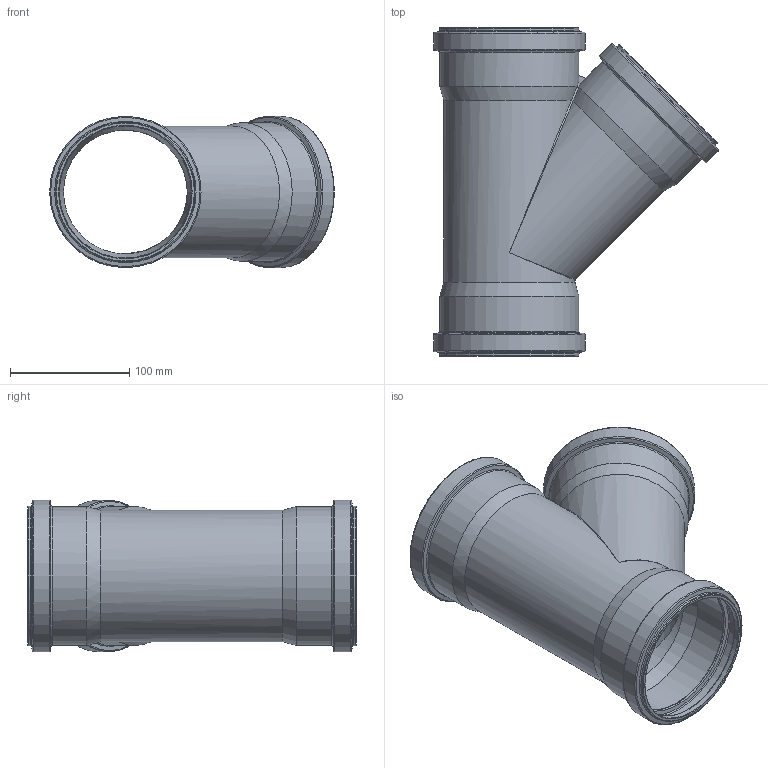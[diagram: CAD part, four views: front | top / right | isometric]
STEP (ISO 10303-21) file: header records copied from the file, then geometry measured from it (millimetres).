
FILE_DESCRIPTION(/* description */ (''),/* implementation_level */ '2;1');
FILE_NAME(/* name */ 'Abzweiger KG DN100x100x45 GxGxG.stp',/* time_stamp */ '2020-04-08T20:58:12+02:00',/* author */ ('corinna'),/* organization */ (''),/* preprocessor_version */ 'ST-DEVELOPER v18',/* originating_system */ 'Autodesk Inventor 2020',/* authorisation */ '');
FILE_SCHEMA (('AUTOMOTIVE_DESIGN { 1 0 10303 214 3 1 1 }'));
Length unit declared in the file: millimetre
Products named in the file (1): Abzweiger KG DN100x100x45 GxGxG
Bounding box: 238.69 x 275.2 x 126.9 mm (x, y, z)
Volume: 422013.4 mm3; surface area: 276829.2 mm2
Topology: 1 solids, 1 shells, 89 faces, 324 edges, 235 vertices
Faces by surface type: torus 30, cylinder 25, cone 18, plane 9, bspline 7
Full cylindrical faces by diameter (mm): 103.75 x2, 110.15 x1, 110.7 x3, 111 x6, 116.5 x3, 116.8 x3, 121.1 x3, 126.9 x3
Entity records: 4351 total; most frequent: CARTESIAN_POINT 1315, DIRECTION 723, ORIENTED_EDGE 640, AXIS2_PLACEMENT_3D 338, EDGE_CURVE 320, CIRCLE 237, VERTEX_POINT 235, EDGE_LOOP 95
